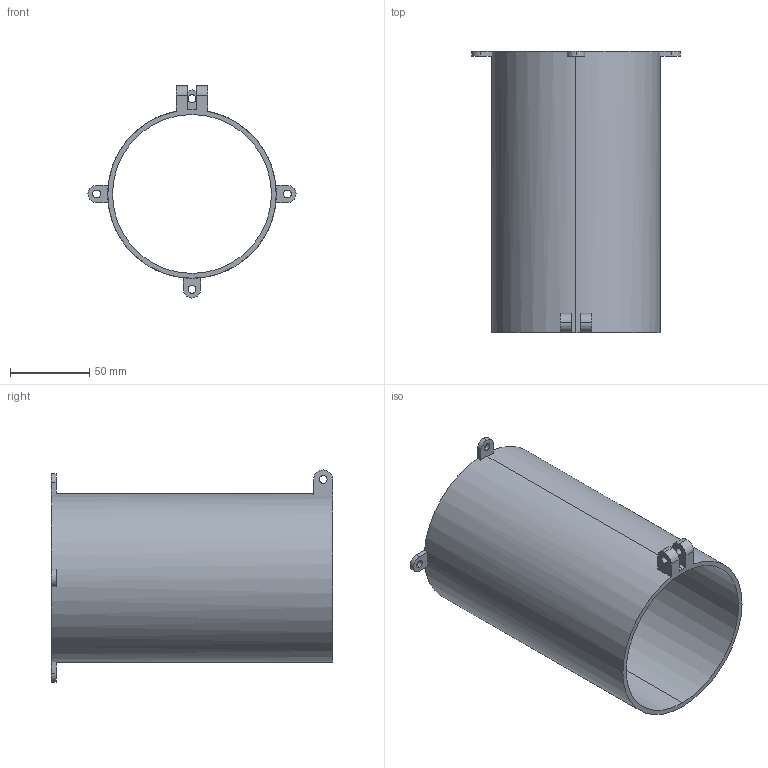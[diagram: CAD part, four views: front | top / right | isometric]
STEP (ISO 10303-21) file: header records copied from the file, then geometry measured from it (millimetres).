
FILE_DESCRIPTION (( 'STEP AP203' ), '1' );
FILE_NAME ('Vaso volumétrico_Predeterminado_sldprt.STEP', '2022-06-22T18:55:38', ( '' ), ( '' ), 'SwSTEP 2.0', 'SolidWorks 2022', '' );
FILE_SCHEMA (( 'CONFIG_CONTROL_DESIGN' ));
Length unit declared in the file: millimetre
Products named in the file (1): Vaso volumétrico_Predeterminado_sldprt
Bounding box: 131 x 176.9 x 133.5 mm (x, y, z)
Volume: 175099.8 mm3; surface area: 118894.7 mm2
Topology: 1 solids, 1 shells, 45 faces, 129 edges, 86 vertices
Faces by surface type: cylinder 25, plane 20
Entity records: 1610 total; most frequent: DIRECTION 283, CARTESIAN_POINT 261, ORIENTED_EDGE 258, EDGE_CURVE 129, AXIS2_PLACEMENT_3D 108, VERTEX_POINT 86, VECTOR 67, LINE 67
